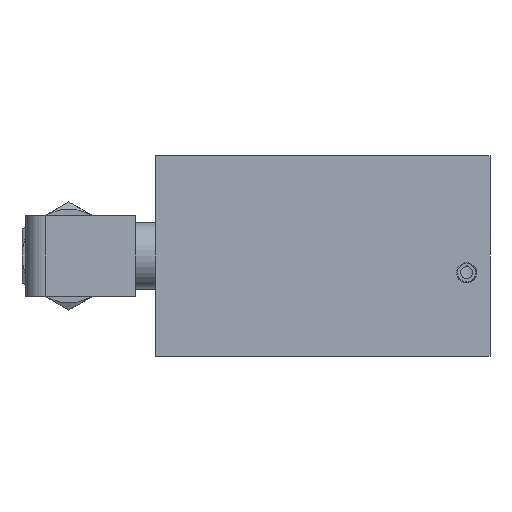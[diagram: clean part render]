
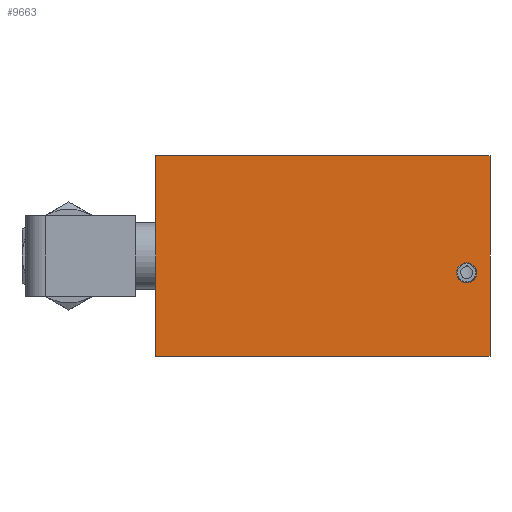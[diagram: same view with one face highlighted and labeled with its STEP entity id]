
A CAD part, front view. The second image highlights one B-rep face of the part: STEP entity #9663.
In plain terms, the highlighted planar face has unit normal (0, -1, 0).
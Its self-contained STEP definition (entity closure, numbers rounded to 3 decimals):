
#12 = CIRCLE ( 'NONE', #11296, 1.5 ) ;
#427 = DIRECTION ( 'NONE',  ( 0., 0., -1. ) ) ;
#543 = DIRECTION ( 'NONE',  ( 0., -1., 0. ) ) ;
#577 = EDGE_CURVE ( 'NONE', #3801, #6857, #10185, .T. ) ;
#833 = CARTESIAN_POINT ( 'NONE',  ( 21.5, 0., -2.5 ) ) ;
#996 = EDGE_LOOP ( 'NONE', ( #3123, #5168, #7381, #2562 ) ) ;
#1261 = LINE ( 'NONE', #10210, #3409 ) ;
#1366 = VERTEX_POINT ( 'NONE', #9443 ) ;
#2248 = FACE_BOUND ( 'NONE', #8722, .T. ) ;
#2404 = CARTESIAN_POINT ( 'NONE',  ( 21.5, 0., -4. ) ) ;
#2562 = ORIENTED_EDGE ( 'NONE', *, *, #2923, .F. ) ;
#2630 = EDGE_CURVE ( 'NONE', #7336, #1366, #5214, .T. ) ;
#2839 = EDGE_CURVE ( 'NONE', #6857, #9524, #2855, .T. ) ;
#2855 = LINE ( 'NONE', #11033, #9642 ) ;
#2923 = EDGE_CURVE ( 'NONE', #4250, #3801, #1261, .T. ) ;
#3123 = ORIENTED_EDGE ( 'NONE', *, *, #10459, .F. ) ;
#3170 = CARTESIAN_POINT ( 'NONE',  ( -25., 0., 15. ) ) ;
#3324 = ORIENTED_EDGE ( 'NONE', *, *, #7645, .F. ) ;
#3409 = VECTOR ( 'NONE', #10193, 1000. ) ;
#3801 = VERTEX_POINT ( 'NONE', #5445 ) ;
#3984 = DIRECTION ( 'NONE',  ( 0., 0., 1. ) ) ;
#3993 = DIRECTION ( 'NONE',  ( 0., 1., 0. ) ) ;
#4023 = CARTESIAN_POINT ( 'NONE',  ( 0., 0., 0. ) ) ;
#4250 = VERTEX_POINT ( 'NONE', #3170 ) ;
#4292 = PLANE ( 'NONE',  #9817 ) ;
#4432 = DIRECTION ( 'NONE',  ( 0., -1., 0. ) ) ;
#4455 = DIRECTION ( 'NONE',  ( 0., 0., -1. ) ) ;
#4901 = CARTESIAN_POINT ( 'NONE',  ( 21.5, 0., -2.5 ) ) ;
#5168 = ORIENTED_EDGE ( 'NONE', *, *, #2839, .F. ) ;
#5214 = CIRCLE ( 'NONE', #10690, 1.5 ) ;
#5445 = CARTESIAN_POINT ( 'NONE',  ( 25., 0., 15. ) ) ;
#5523 = CARTESIAN_POINT ( 'NONE',  ( -25., 0., -15. ) ) ;
#5658 = ORIENTED_EDGE ( 'NONE', *, *, #2630, .F. ) ;
#6711 = FACE_OUTER_BOUND ( 'NONE', #996, .T. ) ;
#6857 = VERTEX_POINT ( 'NONE', #9411 ) ;
#7336 = VERTEX_POINT ( 'NONE', #2404 ) ;
#7381 = ORIENTED_EDGE ( 'NONE', *, *, #577, .F. ) ;
#7645 = EDGE_CURVE ( 'NONE', #1366, #7336, #12, .T. ) ;
#7823 = VECTOR ( 'NONE', #9617, 1000. ) ;
#8501 = LINE ( 'NONE', #8988, #10609 ) ;
#8722 = EDGE_LOOP ( 'NONE', ( #5658, #3324 ) ) ;
#8895 = DIRECTION ( 'NONE',  ( 0., 0., 1. ) ) ;
#8919 = CARTESIAN_POINT ( 'NONE',  ( 25., 0., 15. ) ) ;
#8988 = CARTESIAN_POINT ( 'NONE',  ( -25., 0., 15. ) ) ;
#9411 = CARTESIAN_POINT ( 'NONE',  ( 25., 0., -15. ) ) ;
#9443 = CARTESIAN_POINT ( 'NONE',  ( 21.5, 0., -1. ) ) ;
#9524 = VERTEX_POINT ( 'NONE', #5523 ) ;
#9617 = DIRECTION ( 'NONE',  ( 0., 0., -1. ) ) ;
#9642 = VECTOR ( 'NONE', #11002, 1000. ) ;
#9663 = ADVANCED_FACE ( 'NONE', ( #2248, #6711 ), #4292, .F. ) ;
#9817 = AXIS2_PLACEMENT_3D ( 'NONE', #4023, #3993, #3984 ) ;
#10185 = LINE ( 'NONE', #8919, #7823 ) ;
#10193 = DIRECTION ( 'NONE',  ( 1., 0., 0. ) ) ;
#10210 = CARTESIAN_POINT ( 'NONE',  ( 25., 0., 15. ) ) ;
#10459 = EDGE_CURVE ( 'NONE', #9524, #4250, #8501, .T. ) ;
#10609 = VECTOR ( 'NONE', #8895, 1000. ) ;
#10690 = AXIS2_PLACEMENT_3D ( 'NONE', #4901, #4432, #4455 ) ;
#11002 = DIRECTION ( 'NONE',  ( -1., 0., 0. ) ) ;
#11033 = CARTESIAN_POINT ( 'NONE',  ( 25., 0., -15. ) ) ;
#11296 = AXIS2_PLACEMENT_3D ( 'NONE', #833, #543, #427 ) ;
